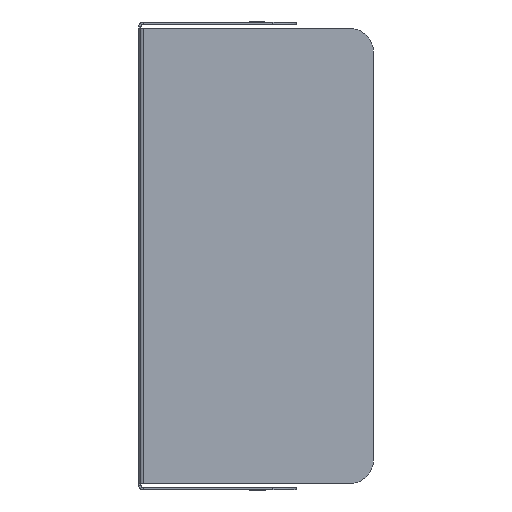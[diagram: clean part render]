
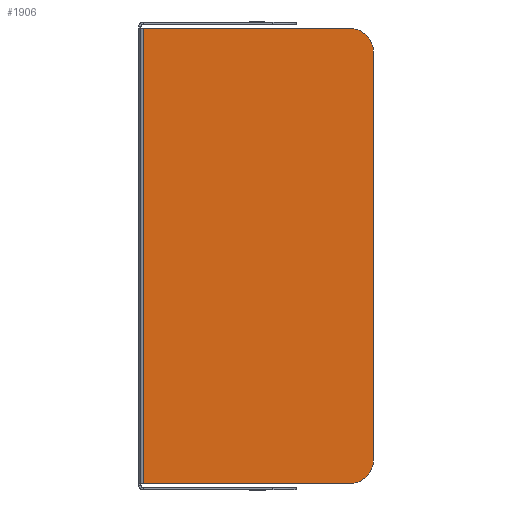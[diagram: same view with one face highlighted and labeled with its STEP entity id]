
A CAD part, front view. The second image highlights one B-rep face of the part: STEP entity #1906.
In plain terms, the highlighted planar face has unit normal (0, -1, 0).
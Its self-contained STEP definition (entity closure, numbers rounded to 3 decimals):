
#99 = DIRECTION ( 'NONE',  ( 0., -1., 0. ) ) ;
#107 = LINE ( 'NONE', #847, #1866 ) ;
#225 = DIRECTION ( 'NONE',  ( 1., 0., 0. ) ) ;
#286 = AXIS2_PLACEMENT_3D ( 'NONE', #524, #2204, #1106 ) ;
#302 = CARTESIAN_POINT ( 'NONE',  ( 132., -439.5, 129. ) ) ;
#408 = EDGE_CURVE ( 'NONE', #973, #1426, #949, .T. ) ;
#503 = DIRECTION ( 'NONE',  ( 0., 0., -1. ) ) ;
#524 = CARTESIAN_POINT ( 'NONE',  ( 0., -439.5, 144. ) ) ;
#532 = ORIENTED_EDGE ( 'NONE', *, *, #2166, .T. ) ;
#546 = VERTEX_POINT ( 'NONE', #1615 ) ;
#567 = ORIENTED_EDGE ( 'NONE', *, *, #1407, .T. ) ;
#690 = DIRECTION ( 'NONE',  ( 1., 0., 0. ) ) ;
#697 = DIRECTION ( 'NONE',  ( -1., 0., 0. ) ) ;
#711 = DIRECTION ( 'NONE',  ( 0., -1., 0. ) ) ;
#744 = CIRCLE ( 'NONE', #2177, 15. ) ;
#787 = EDGE_CURVE ( 'NONE', #822, #546, #794, .T. ) ;
#794 = LINE ( 'NONE', #1187, #2079 ) ;
#822 = VERTEX_POINT ( 'NONE', #1751 ) ;
#847 = CARTESIAN_POINT ( 'NONE',  ( 1.5, -439.5, 144. ) ) ;
#879 = EDGE_CURVE ( 'NONE', #1150, #546, #1746, .T. ) ;
#902 = VECTOR ( 'NONE', #225, 1000. ) ;
#914 = EDGE_CURVE ( 'NONE', #822, #1426, #744, .T. ) ;
#917 = PLANE ( 'NONE',  #286 ) ;
#949 = LINE ( 'NONE', #1337, #902 ) ;
#973 = VERTEX_POINT ( 'NONE', #1610 ) ;
#1033 = VECTOR ( 'NONE', #690, 1000. ) ;
#1035 = CARTESIAN_POINT ( 'NONE',  ( 132., -439.5, 144. ) ) ;
#1041 = ORIENTED_EDGE ( 'NONE', *, *, #879, .T. ) ;
#1100 = CARTESIAN_POINT ( 'NONE',  ( 132., -439.5, -144. ) ) ;
#1104 = ORIENTED_EDGE ( 'NONE', *, *, #787, .F. ) ;
#1106 = DIRECTION ( 'NONE',  ( -1., 0., 0. ) ) ;
#1150 = VERTEX_POINT ( 'NONE', #1100 ) ;
#1151 = CARTESIAN_POINT ( 'NONE',  ( 1.5, -439.5, -144. ) ) ;
#1180 = ORIENTED_EDGE ( 'NONE', *, *, #408, .F. ) ;
#1187 = CARTESIAN_POINT ( 'NONE',  ( 147., -439.5, 144. ) ) ;
#1229 = CARTESIAN_POINT ( 'NONE',  ( 0., -439.5, -144. ) ) ;
#1337 = CARTESIAN_POINT ( 'NONE',  ( 0., -439.5, 144. ) ) ;
#1407 = EDGE_CURVE ( 'NONE', #973, #2101, #107, .T. ) ;
#1426 = VERTEX_POINT ( 'NONE', #1035 ) ;
#1572 = DIRECTION ( 'NONE',  ( 0., 0., -1. ) ) ;
#1610 = CARTESIAN_POINT ( 'NONE',  ( 1.5, -439.5, 144. ) ) ;
#1615 = CARTESIAN_POINT ( 'NONE',  ( 147., -439.5, -129. ) ) ;
#1647 = FACE_OUTER_BOUND ( 'NONE', #2358, .T. ) ;
#1724 = DIRECTION ( 'NONE',  ( -1., 0., 0. ) ) ;
#1746 = CIRCLE ( 'NONE', #1785, 15. ) ;
#1751 = CARTESIAN_POINT ( 'NONE',  ( 147., -439.5, 129. ) ) ;
#1785 = AXIS2_PLACEMENT_3D ( 'NONE', #1908, #99, #1724 ) ;
#1802 = ORIENTED_EDGE ( 'NONE', *, *, #914, .T. ) ;
#1866 = VECTOR ( 'NONE', #503, 1000. ) ;
#1906 = ADVANCED_FACE ( 'NONE', ( #1647 ), #917, .F. ) ;
#1908 = CARTESIAN_POINT ( 'NONE',  ( 132., -439.5, -129. ) ) ;
#1922 = LINE ( 'NONE', #1229, #1033 ) ;
#2079 = VECTOR ( 'NONE', #1572, 1000. ) ;
#2101 = VERTEX_POINT ( 'NONE', #1151 ) ;
#2166 = EDGE_CURVE ( 'NONE', #2101, #1150, #1922, .T. ) ;
#2177 = AXIS2_PLACEMENT_3D ( 'NONE', #302, #711, #697 ) ;
#2204 = DIRECTION ( 'NONE',  ( 0., 1., 0. ) ) ;
#2358 = EDGE_LOOP ( 'NONE', ( #532, #1041, #1104, #1802, #1180, #567 ) ) ;
